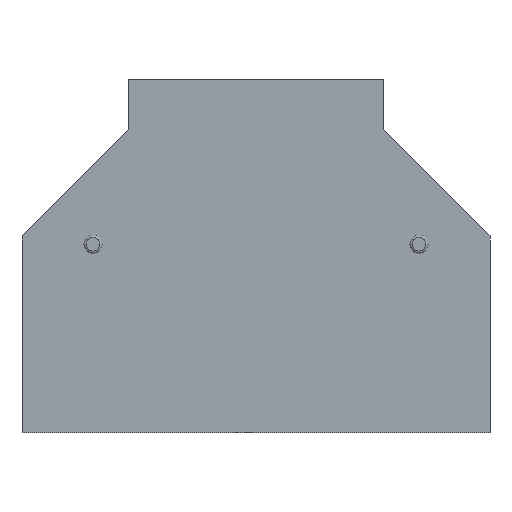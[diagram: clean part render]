
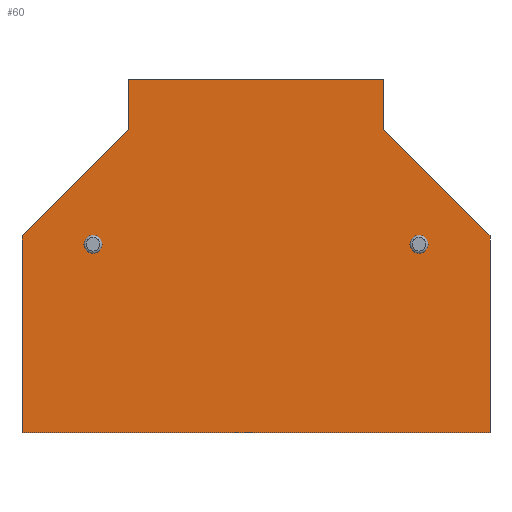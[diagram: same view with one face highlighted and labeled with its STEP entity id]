
A CAD part, front view. The second image highlights one B-rep face of the part: STEP entity #60.
In plain terms, the highlighted planar face has unit normal (0, -1, 0).
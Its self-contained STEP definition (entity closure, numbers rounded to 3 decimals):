
#60 = ADVANCED_FACE( '', ( #121, #122, #123 ), #124, .F. );
#121 = FACE_BOUND( '', #182, .T. );
#122 = FACE_OUTER_BOUND( '', #183, .T. );
#123 = FACE_BOUND( '', #184, .T. );
#124 = PLANE( '', #185 );
#182 = EDGE_LOOP( '', ( #282 ) );
#183 = EDGE_LOOP( '', ( #283, #284, #285, #286, #287, #288, #289, #290 ) );
#184 = EDGE_LOOP( '', ( #291 ) );
#185 = AXIS2_PLACEMENT_3D( '', #292, #293, #294 );
#282 = ORIENTED_EDGE( '', *, *, #330, .F. );
#283 = ORIENTED_EDGE( '', *, *, #350, .F. );
#284 = ORIENTED_EDGE( '', *, *, #336, .F. );
#285 = ORIENTED_EDGE( '', *, *, #346, .F. );
#286 = ORIENTED_EDGE( '', *, *, #354, .F. );
#287 = ORIENTED_EDGE( '', *, *, #364, .F. );
#288 = ORIENTED_EDGE( '', *, *, #365, .F. );
#289 = ORIENTED_EDGE( '', *, *, #341, .F. );
#290 = ORIENTED_EDGE( '', *, *, #358, .F. );
#291 = ORIENTED_EDGE( '', *, *, #366, .F. );
#292 = CARTESIAN_POINT( '', ( 0., 0., 0. ) );
#293 = DIRECTION( '', ( 0., 1., 0. ) );
#294 = DIRECTION( '', ( 0., 0., 1. ) );
#330 = EDGE_CURVE( '', #377, #377, #378, .F. );
#336 = EDGE_CURVE( '', #386, #387, #388, .T. );
#341 = EDGE_CURVE( '', #395, #396, #397, .T. );
#346 = EDGE_CURVE( '', #404, #386, #405, .T. );
#350 = EDGE_CURVE( '', #387, #410, #411, .T. );
#354 = EDGE_CURVE( '', #416, #404, #417, .T. );
#358 = EDGE_CURVE( '', #410, #395, #422, .T. );
#364 = EDGE_CURVE( '', #429, #416, #430, .T. );
#365 = EDGE_CURVE( '', #396, #429, #431, .T. );
#366 = EDGE_CURVE( '', #432, #432, #433, .F. );
#377 = VERTEX_POINT( '', #445 );
#378 = CIRCLE( '', #446, 1.2 );
#386 = VERTEX_POINT( '', #454 );
#387 = VERTEX_POINT( '', #455 );
#388 = LINE( '', #456, #457 );
#395 = VERTEX_POINT( '', #467 );
#396 = VERTEX_POINT( '', #468 );
#397 = LINE( '', #469, #470 );
#404 = VERTEX_POINT( '', #480 );
#405 = LINE( '', #481, #482 );
#410 = VERTEX_POINT( '', #489 );
#411 = LINE( '', #490, #491 );
#416 = VERTEX_POINT( '', #498 );
#417 = LINE( '', #499, #500 );
#422 = LINE( '', #507, #508 );
#429 = VERTEX_POINT( '', #518 );
#430 = LINE( '', #519, #520 );
#431 = LINE( '', #521, #522 );
#432 = VERTEX_POINT( '', #523 );
#433 = CIRCLE( '', #524, 1.2 );
#445 = CARTESIAN_POINT( '', ( 21.6, 0., 2.75 ) );
#446 = AXIS2_PLACEMENT_3D( '', #537, #538, #539 );
#454 = CARTESIAN_POINT( '', ( 16.906, 0., 16.745 ) );
#455 = CARTESIAN_POINT( '', ( 31., 0., 2.651 ) );
#456 = CARTESIAN_POINT( '', ( 31., 0., 2.651 ) );
#457 = VECTOR( '', #546, 1000. );
#467 = CARTESIAN_POINT( '', ( -31., 0., -23.4 ) );
#468 = CARTESIAN_POINT( '', ( -31., 0., 2.651 ) );
#469 = CARTESIAN_POINT( '', ( -31., 0., -23.4 ) );
#470 = VECTOR( '', #550, 1000. );
#480 = CARTESIAN_POINT( '', ( 16.906, 0., 23.4 ) );
#481 = CARTESIAN_POINT( '', ( 16.906, 0., 16.745 ) );
#482 = VECTOR( '', #554, 1000. );
#489 = CARTESIAN_POINT( '', ( 31., 0., -23.4 ) );
#490 = CARTESIAN_POINT( '', ( 31., 0., -23.4 ) );
#491 = VECTOR( '', #557, 1000. );
#498 = CARTESIAN_POINT( '', ( -16.906, 0., 23.4 ) );
#499 = CARTESIAN_POINT( '', ( 16.906, 0., 23.4 ) );
#500 = VECTOR( '', #560, 1000. );
#507 = CARTESIAN_POINT( '', ( 31., 0., -23.4 ) );
#508 = VECTOR( '', #563, 1000. );
#518 = CARTESIAN_POINT( '', ( -16.906, 0., 16.745 ) );
#519 = CARTESIAN_POINT( '', ( -16.906, 0., 23.4 ) );
#520 = VECTOR( '', #567, 1000. );
#521 = CARTESIAN_POINT( '', ( -16.906, 0., 16.745 ) );
#522 = VECTOR( '', #568, 1000. );
#523 = CARTESIAN_POINT( '', ( -21.6, 0., 2.75 ) );
#524 = AXIS2_PLACEMENT_3D( '', #569, #570, #571 );
#537 = CARTESIAN_POINT( '', ( 21.6, 0., 1.55 ) );
#538 = DIRECTION( '', ( 0., 1., 0. ) );
#539 = DIRECTION( '', ( 0., 0., 1. ) );
#546 = DIRECTION( '', ( 0.707, 0., -0.707 ) );
#550 = DIRECTION( '', ( 0., 0., 1. ) );
#554 = DIRECTION( '', ( 0., 0., -1. ) );
#557 = DIRECTION( '', ( 0., 0., -1. ) );
#560 = DIRECTION( '', ( 1., 0., 0. ) );
#563 = DIRECTION( '', ( -1., 0., 0. ) );
#567 = DIRECTION( '', ( 0., 0., 1. ) );
#568 = DIRECTION( '', ( 0.707, 0., 0.707 ) );
#569 = CARTESIAN_POINT( '', ( -21.6, 0., 1.55 ) );
#570 = DIRECTION( '', ( 0., 1., 0. ) );
#571 = DIRECTION( '', ( 0., 0., 1. ) );
